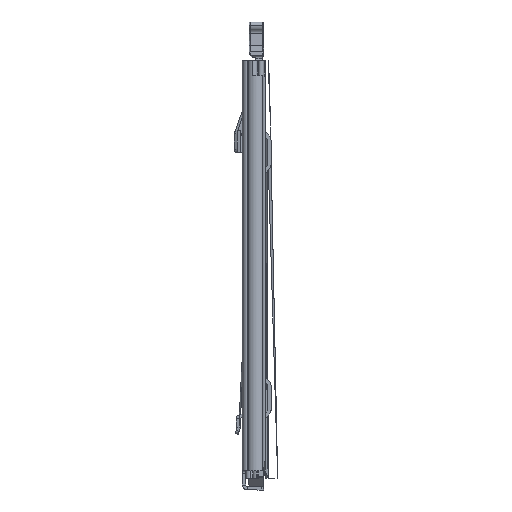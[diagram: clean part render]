
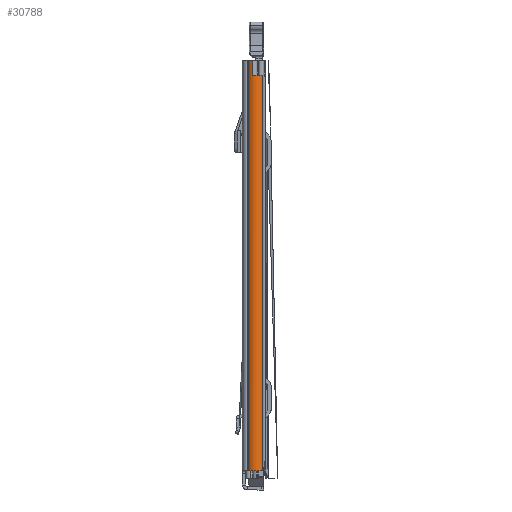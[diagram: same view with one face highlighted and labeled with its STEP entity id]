
A CAD part, front view. The second image highlights one B-rep face of the part: STEP entity #30788.
In plain terms, the highlighted cylindrical face has radius 7.6 mm (diameter 15.2 mm), a partial arc.
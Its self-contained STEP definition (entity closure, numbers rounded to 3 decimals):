
#645 = LINE ( 'NONE', #8302, #15268 ) ;
#759 = VERTEX_POINT ( 'NONE', #5313 ) ;
#2832 = DIRECTION ( 'NONE',  ( 0., 0., 1. ) ) ;
#3213 = EDGE_CURVE ( 'NONE', #6993, #759, #34866, .T. ) ;
#3294 = AXIS2_PLACEMENT_3D ( 'NONE', #5721, #14253, #33698 ) ;
#4265 = ORIENTED_EDGE ( 'NONE', *, *, #24057, .T. ) ;
#4894 = EDGE_CURVE ( 'NONE', #6993, #11087, #18942, .T. ) ;
#5313 = CARTESIAN_POINT ( 'NONE',  ( 5.244, -35.891, 0. ) ) ;
#5721 = CARTESIAN_POINT ( 'NONE',  ( 10.602, -30.5, -339.6 ) ) ;
#6993 = VERTEX_POINT ( 'NONE', #17416 ) ;
#8000 = AXIS2_PLACEMENT_3D ( 'NONE', #14717, #26477, #12710 ) ;
#8274 = DIRECTION ( 'NONE',  ( 1., 0., 0. ) ) ;
#8302 = CARTESIAN_POINT ( 'NONE',  ( 8.413, -37.778, -355.6 ) ) ;
#8884 = ORIENTED_EDGE ( 'NONE', *, *, #29143, .T. ) ;
#8973 = DIRECTION ( 'NONE',  ( 0., 0., 1. ) ) ;
#9084 = CIRCLE ( 'NONE', #22970, 7.6 ) ;
#9267 = DIRECTION ( 'NONE',  ( 0., 0., 1. ) ) ;
#11087 = VERTEX_POINT ( 'NONE', #29630 ) ;
#12710 = DIRECTION ( 'NONE',  ( 1., 0., 0. ) ) ;
#13078 = CARTESIAN_POINT ( 'NONE',  ( 16.488, -35.307, -12.2 ) ) ;
#13642 = EDGE_CURVE ( 'NONE', #33105, #24419, #9084, .T. ) ;
#13909 = DIRECTION ( 'NONE',  ( 0., 0., 1. ) ) ;
#14253 = DIRECTION ( 'NONE',  ( 0., 0., 1. ) ) ;
#14474 = DIRECTION ( 'NONE',  ( 0., 0., 1. ) ) ;
#14633 = VERTEX_POINT ( 'NONE', #16183 ) ;
#14717 = CARTESIAN_POINT ( 'NONE',  ( 10.602, -30.5, 0. ) ) ;
#15268 = VECTOR ( 'NONE', #2832, 1000. ) ;
#16183 = CARTESIAN_POINT ( 'NONE',  ( 8.413, -37.778, 0. ) ) ;
#16465 = LINE ( 'NONE', #16829, #34923 ) ;
#16829 = CARTESIAN_POINT ( 'NONE',  ( 16.488, -35.307, -355.6 ) ) ;
#17416 = CARTESIAN_POINT ( 'NONE',  ( 5.244, -35.891, -339.6 ) ) ;
#17844 = CIRCLE ( 'NONE', #8000, 7.6 ) ;
#17951 = CARTESIAN_POINT ( 'NONE',  ( 5.244, -35.891, -355.6 ) ) ;
#18942 = CIRCLE ( 'NONE', #3294, 7.6 ) ;
#19522 = FACE_OUTER_BOUND ( 'NONE', #25593, .T. ) ;
#20627 = EDGE_CURVE ( 'NONE', #33105, #14633, #645, .T. ) ;
#22748 = DIRECTION ( 'NONE',  ( 1., 0., 0. ) ) ;
#22970 = AXIS2_PLACEMENT_3D ( 'NONE', #26009, #8973, #22748 ) ;
#23699 = ORIENTED_EDGE ( 'NONE', *, *, #20627, .T. ) ;
#23770 = CARTESIAN_POINT ( 'NONE',  ( 8.413, -37.778, -12.2 ) ) ;
#24057 = EDGE_CURVE ( 'NONE', #14633, #759, #17844, .T. ) ;
#24419 = VERTEX_POINT ( 'NONE', #13078 ) ;
#25124 = ORIENTED_EDGE ( 'NONE', *, *, #4894, .T. ) ;
#25312 = CARTESIAN_POINT ( 'NONE',  ( 10.602, -30.5, -355.6 ) ) ;
#25585 = ORIENTED_EDGE ( 'NONE', *, *, #3213, .F. ) ;
#25593 = EDGE_LOOP ( 'NONE', ( #25124, #8884, #35854, #23699, #4265, #25585 ) ) ;
#26009 = CARTESIAN_POINT ( 'NONE',  ( 10.602, -30.5, -12.2 ) ) ;
#26477 = DIRECTION ( 'NONE',  ( 0., 0., -1. ) ) ;
#29143 = EDGE_CURVE ( 'NONE', #11087, #24419, #16465, .T. ) ;
#29205 = AXIS2_PLACEMENT_3D ( 'NONE', #25312, #13909, #8274 ) ;
#29630 = CARTESIAN_POINT ( 'NONE',  ( 16.488, -35.307, -339.6 ) ) ;
#29851 = VECTOR ( 'NONE', #9267, 1000. ) ;
#30787 = CYLINDRICAL_SURFACE ( 'NONE', #29205, 7.6 ) ;
#30788 = ADVANCED_FACE ( 'NONE', ( #19522 ), #30787, .T. ) ;
#33105 = VERTEX_POINT ( 'NONE', #23770 ) ;
#33698 = DIRECTION ( 'NONE',  ( 1., 0., 0. ) ) ;
#34866 = LINE ( 'NONE', #17951, #29851 ) ;
#34923 = VECTOR ( 'NONE', #14474, 1000. ) ;
#35854 = ORIENTED_EDGE ( 'NONE', *, *, #13642, .F. ) ;
